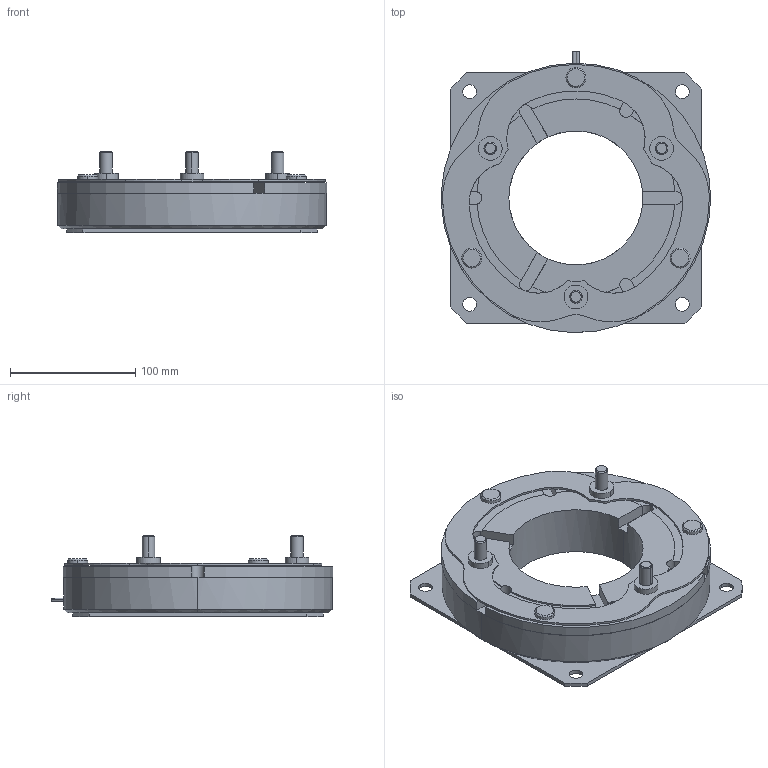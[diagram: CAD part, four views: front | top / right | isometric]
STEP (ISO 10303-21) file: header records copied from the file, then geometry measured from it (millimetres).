
FILE_DESCRIPTION (( 'STEP AP203' ), '1' );
FILE_NAME ('VBE 20_23785100.STEP', '2016-06-16T05:53:19', ( ' ' ), ( '' ), 'SwSTEP 2.0', 'SolidWorks 2009', '' );
FILE_SCHEMA (( 'CONFIG_CONTROL_DESIGN' ));
Length unit declared in the file: millimetre
Products named in the file (1): VBE 20_23785100
Bounding box: 214.88 x 224.46 x 65 mm (x, y, z)
Volume: 1112608.5 mm3; surface area: 138434.5 mm2
Topology: 1 solids, 1 shells, 167 faces, 445 edges, 282 vertices
Faces by surface type: cylinder 98, plane 51, cone 14, torus 4
Entity records: 5460 total; most frequent: DIRECTION 1021, CARTESIAN_POINT 983, ORIENTED_EDGE 882, EDGE_CURVE 441, AXIS2_PLACEMENT_3D 416, VERTEX_POINT 282, CIRCLE 248, EDGE_LOOP 195
